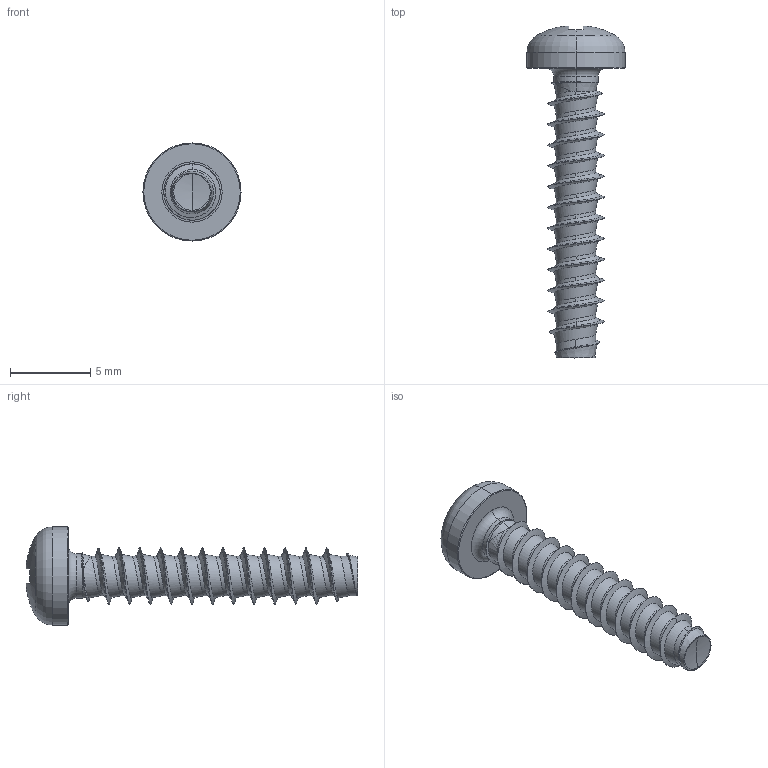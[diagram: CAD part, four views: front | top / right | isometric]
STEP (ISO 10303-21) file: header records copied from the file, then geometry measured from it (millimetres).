
FILE_DESCRIPTION (( 'STEP AP203' ), '1' );
FILE_NAME ('STP220350180.STEP', '2017-08-15T02:56:01', ( '' ), ( '' ), 'SwSTEP 2.0', 'SolidWorks 2015', '' );
FILE_SCHEMA (( 'CONFIG_CONTROL_DESIGN' ));
Length unit declared in the file: millimetre
Products named in the file (1): STP220350180
Bounding box: 6.1 x 20.63 x 6.1 mm (x, y, z)
Volume: 156.3 mm3; surface area: 328.4 mm2
Topology: 1 solids, 1 shells, 202 faces, 492 edges, 292 vertices
Faces by surface type: bspline 55, cylinder 52, torus 36, plane 30, sphere 20, cone 9
Entity records: 23921 total; most frequent: CARTESIAN_POINT 19666, ORIENTED_EDGE 980, DIRECTION 771, EDGE_CURVE 490, AXIS2_PLACEMENT_3D 337, VERTEX_POINT 292, EDGE_LOOP 204, ADVANCED_FACE 202
